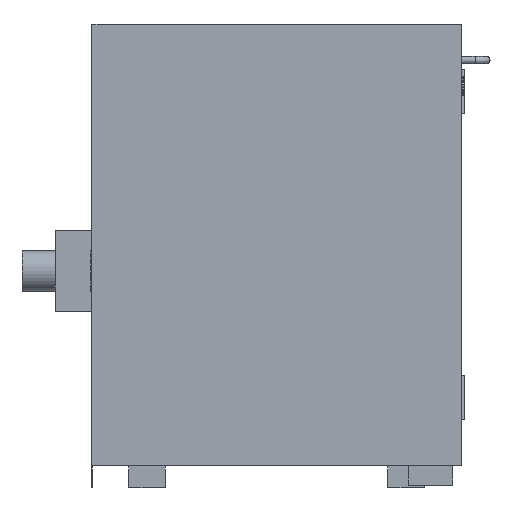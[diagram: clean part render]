
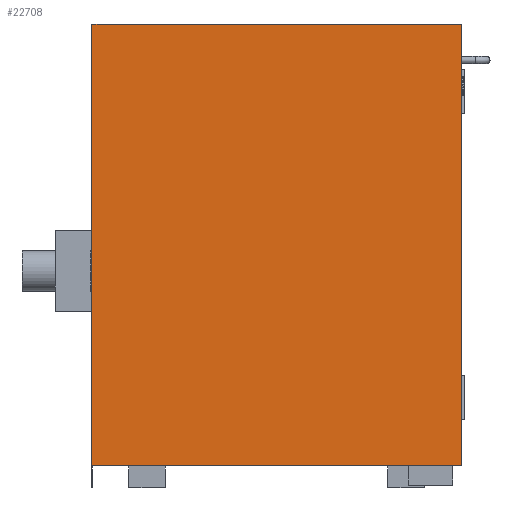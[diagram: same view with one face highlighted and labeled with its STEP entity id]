
A CAD part, left-side view. The second image highlights one B-rep face of the part: STEP entity #22708.
In plain terms, the highlighted planar face has unit normal (-1, 0, 0).
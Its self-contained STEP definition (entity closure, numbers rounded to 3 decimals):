
#1413=FACE_OUTER_BOUND('',#2682,.T.);
#2682=EDGE_LOOP('',(#14635,#14636,#14637,#14638,#14639,#14640));
#4106=LINE('',#29835,#6542);
#4136=LINE('',#29897,#6572);
#4146=LINE('',#29916,#6582);
#4148=LINE('',#29920,#6584);
#4215=LINE('',#30057,#6651);
#4230=LINE('',#30105,#6666);
#6542=VECTOR('',#25238,10.);
#6572=VECTOR('',#25302,10.);
#6582=VECTOR('',#25322,10.);
#6584=VECTOR('',#25326,10.);
#6651=VECTOR('',#25441,10.);
#6666=VECTOR('',#25504,10.);
#8962=VERTEX_POINT('',#29833);
#8963=VERTEX_POINT('',#29834);
#8977=VERTEX_POINT('',#29893);
#8982=VERTEX_POINT('',#29914);
#8983=VERTEX_POINT('',#29918);
#9029=VERTEX_POINT('',#30055);
#11106=EDGE_CURVE('',#8962,#8963,#4106,.T.);
#11138=EDGE_CURVE('',#8963,#8977,#4136,.T.);
#11148=EDGE_CURVE('',#8962,#8982,#4146,.T.);
#11150=EDGE_CURVE('',#8983,#8982,#4148,.T.);
#11217=EDGE_CURVE('',#9029,#8983,#4215,.T.);
#11236=EDGE_CURVE('',#8977,#9029,#4230,.T.);
#14635=ORIENTED_EDGE('',*,*,#11236,.F.);
#14636=ORIENTED_EDGE('',*,*,#11138,.F.);
#14637=ORIENTED_EDGE('',*,*,#11106,.F.);
#14638=ORIENTED_EDGE('',*,*,#11148,.T.);
#14639=ORIENTED_EDGE('',*,*,#11150,.F.);
#14640=ORIENTED_EDGE('',*,*,#11217,.F.);
#20571=PLANE('',#24080);
#22708=ADVANCED_FACE('',(#1413),#20571,.T.);
#24080=AXIS2_PLACEMENT_3D('',#30104,#25502,#25503);
#25238=DIRECTION('',(0.,0.,1.));
#25302=DIRECTION('',(0.,-1.,0.));
#25322=DIRECTION('',(0.,-1.,0.));
#25326=DIRECTION('',(0.,0.,-1.));
#25441=DIRECTION('',(0.,1.,0.));
#25502=DIRECTION('center_axis',(-1.,0.,0.));
#25503=DIRECTION('ref_axis',(0.,-1.,0.));
#25504=DIRECTION('',(0.,0.,-1.));
#29833=CARTESIAN_POINT('',(-699.38,251.25,-329.94));
#29834=CARTESIAN_POINT('',(-699.38,251.25,300.44));
#29835=CARTESIAN_POINT('',(-699.38,251.25,0.));
#29893=CARTESIAN_POINT('',(-699.38,-251.25,300.44));
#29897=CARTESIAN_POINT('',(-699.38,251.25,300.44));
#29914=CARTESIAN_POINT('',(-699.38,251.15,-329.94));
#29916=CARTESIAN_POINT('',(-699.38,251.25,-329.94));
#29918=CARTESIAN_POINT('',(-699.38,251.15,-300.44));
#29920=CARTESIAN_POINT('',(-699.38,251.15,-329.94));
#30055=CARTESIAN_POINT('',(-699.38,-251.25,-300.44));
#30057=CARTESIAN_POINT('',(-699.38,251.25,-300.44));
#30104=CARTESIAN_POINT('Origin',(-699.38,251.25,0.));
#30105=CARTESIAN_POINT('',(-699.38,-251.25,0.));
